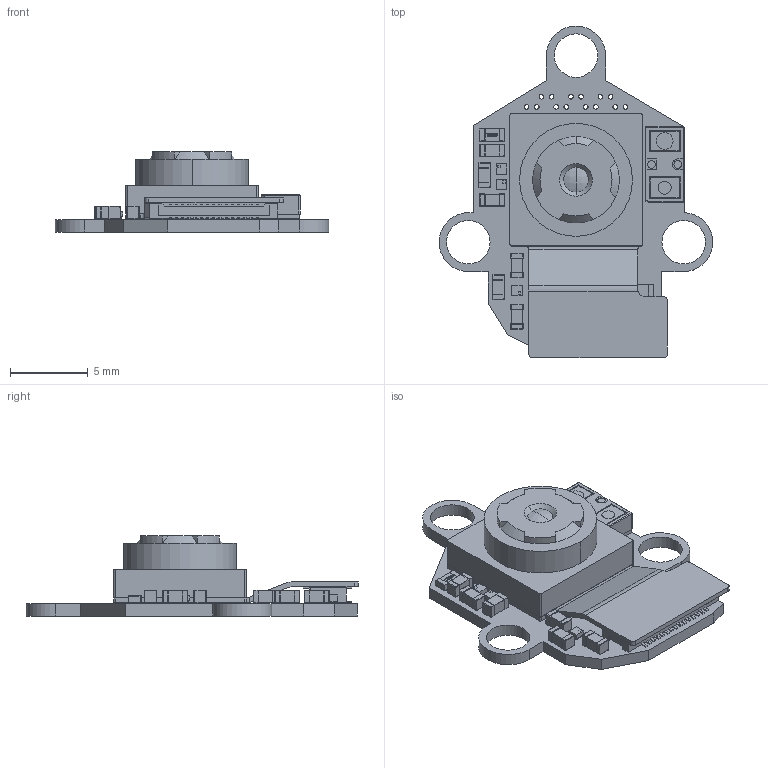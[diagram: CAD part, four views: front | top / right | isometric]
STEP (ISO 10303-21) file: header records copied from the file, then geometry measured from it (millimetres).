
FILE_DESCRIPTION(('KiCad electronic assembly'),'2;1');
FILE_NAME ('Secondary_camera.step', '2020-12-07T12:10:42+00:00', 'Stefan Hamminga', '', '', '', '');
FILE_SCHEMA(('AUTOMOTIVE_DESIGN { 1 0 10303 214 1 1 1 1 }'));
Length unit declared in the file: millimetre
Products named in the file (16): Open CASCADE STEP translator 6.9 1; Camera_module_RPi_v2.1_IMX219; COMPOUND; DSBGA-4_0.675x0.675mm_P0.35mm; SOLID; UDFN-16_3.3x1.35mm_P0.4mm; Capacitor_SMD_1608; ST_VL53L1X; DF37NC-30DS-0.4V; Resistor_SMD_1608
Assembly tree (23 placements, depth 3):
  Open CASCADE STEP translator 6.9 1
    Camera_module_RPi_v2.1_IMX219
      COMPOUND
    DSBGA-4_0.675x0.675mm_P0.35mm  x3
      SOLID
    UDFN-16_3.3x1.35mm_P0.4mm
      SOLID
    Capacitor_SMD_1608  x7
      SOLID
    ST_VL53L1X
      SOLID
    DF37NC-30DS-0.4V
      SOLID
    Resistor_SMD_1608
      COMPOUND
    COMPOUND
Bounding box: 17.6 x 21.35 x 5.15 mm (x, y, z)
Volume: 467.5 mm3; surface area: 1300.2 mm2
Topology: 20 solids, 20 shells, 3036 faces, 7950 edges, 4940 vertices
Faces by surface type: plane 1649, cylinder 636, bspline 456, cone 138, sphere 82, torus 75
Full cylindrical faces by diameter (mm): 0.3 x14, 2.8 x3, 3.2 x1
Entity records: 211553 total; most frequent: CARTESIAN_POINT 83193, DIRECTION 22089, LINE 14680, VECTOR 14680, ORIENTED_EDGE 12780, PCURVE 12780, DEFINITIONAL_REPRESENTATION 12780, EDGE_CURVE 6390
